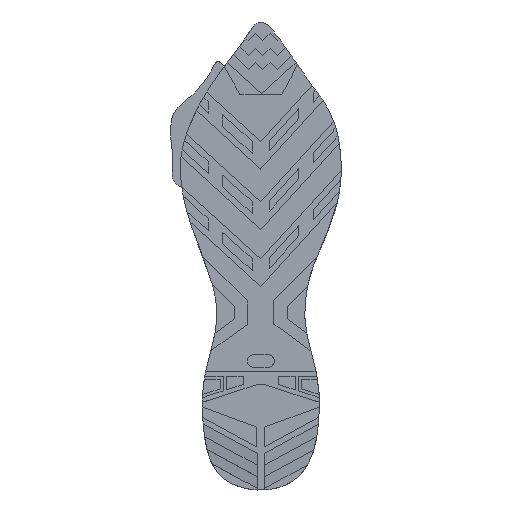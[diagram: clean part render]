
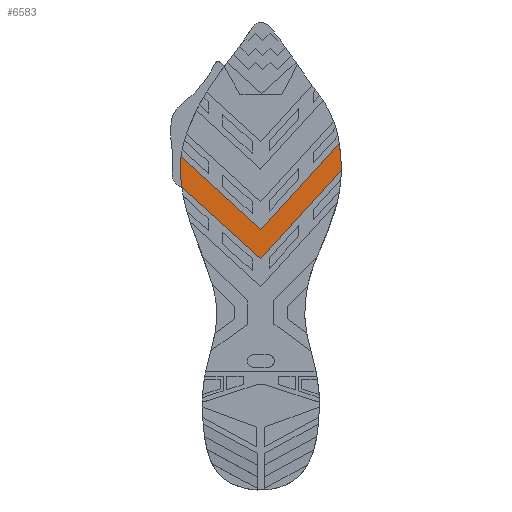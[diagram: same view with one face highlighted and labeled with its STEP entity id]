
A CAD part, top view. The second image highlights one B-rep face of the part: STEP entity #6583.
In plain terms, the highlighted face is planar.
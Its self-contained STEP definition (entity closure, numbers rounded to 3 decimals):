
#37 = DIRECTION ( 'NONE',  ( 0., -1., 0. ) ) ;
#70 = VERTEX_POINT ( 'NONE', #6367 ) ;
#128 = CARTESIAN_POINT ( 'NONE',  ( 0., 3., -58.234 ) ) ;
#180 = VERTEX_POINT ( 'NONE', #5427 ) ;
#381 = ORIENTED_EDGE ( 'NONE', *, *, #797, .F. ) ;
#648 = CARTESIAN_POINT ( 'NONE',  ( -54.991, 3., -98.622 ) ) ;
#656 = PLANE ( 'NONE',  #4775 ) ;
#727 = VECTOR ( 'NONE', #6097, 1000. ) ;
#772 = CARTESIAN_POINT ( 'NONE',  ( 55.059, 3., -95.959 ) ) ;
#797 = EDGE_CURVE ( 'NONE', #1582, #6311, #6159, .T. ) ;
#808 = DIRECTION ( 'NONE',  ( 0.74, 0., -0.673 ) ) ;
#1285 = B_SPLINE_CURVE_WITH_KNOTS ( 'NONE', 3,
 ( #6317, #1764, #3818, #772, #5941, #4893 ),
 .UNSPECIFIED., .F., .F.,
 ( 4, 1, 1, 4 ),
 ( 0.151, 0.152, 0.167, 0.175 ),
 .UNSPECIFIED. ) ;
#1305 = LINE ( 'NONE', #3823, #5850 ) ;
#1428 = EDGE_CURVE ( 'NONE', #4308, #180, #1993, .T. ) ;
#1582 = VERTEX_POINT ( 'NONE', #1694 ) ;
#1671 = CARTESIAN_POINT ( 'NONE',  ( -54.95, 3., -106.378 ) ) ;
#1687 = VECTOR ( 'NONE', #5641, 1000. ) ;
#1694 = CARTESIAN_POINT ( 'NONE',  ( 54.551, 3., -107.835 ) ) ;
#1764 = CARTESIAN_POINT ( 'NONE',  ( 54.589, 3., -107.512 ) ) ;
#1971 = CARTESIAN_POINT ( 'NONE',  ( -28.986, 3., -31.879 ) ) ;
#1993 = LINE ( 'NONE', #6574, #1687 ) ;
#2180 = ORIENTED_EDGE ( 'NONE', *, *, #1428, .F. ) ;
#2201 = DIRECTION ( 'NONE',  ( 0.673, 0., 0.74 ) ) ;
#2323 = VECTOR ( 'NONE', #2201, 1000. ) ;
#2486 = ORIENTED_EDGE ( 'NONE', *, *, #3147, .T. ) ;
#2581 = ORIENTED_EDGE ( 'NONE', *, *, #3581, .T. ) ;
#2678 = CARTESIAN_POINT ( 'NONE',  ( -55.013, 3., -100.256 ) ) ;
#2728 = ORIENTED_EDGE ( 'NONE', *, *, #5589, .F. ) ;
#2790 = ORIENTED_EDGE ( 'NONE', *, *, #5216, .T. ) ;
#3076 = LINE ( 'NONE', #5138, #2323 ) ;
#3082 = CARTESIAN_POINT ( 'NONE',  ( -54.34, 3., -112.681 ) ) ;
#3090 = CARTESIAN_POINT ( 'NONE',  ( 0., 3., 0. ) ) ;
#3147 = EDGE_CURVE ( 'NONE', #1582, #70, #1285, .T. ) ;
#3581 = EDGE_CURVE ( 'NONE', #4308, #4519, #4810, .T. ) ;
#3818 = CARTESIAN_POINT ( 'NONE',  ( 55.105, 3., -102.894 ) ) ;
#3823 = CARTESIAN_POINT ( 'NONE',  ( -18.986, 3., -20.88 ) ) ;
#4137 = DIRECTION ( 'NONE',  ( 0., 0., -1. ) ) ;
#4308 = VERTEX_POINT ( 'NONE', #6562 ) ;
#4519 = VERTEX_POINT ( 'NONE', #4587 ) ;
#4587 = CARTESIAN_POINT ( 'NONE',  ( -53.596, 3., -117.179 ) ) ;
#4672 = FACE_OUTER_BOUND ( 'NONE', #5975, .T. ) ;
#4775 = AXIS2_PLACEMENT_3D ( 'NONE', #3090, #37, #4137 ) ;
#4810 = B_SPLINE_CURVE_WITH_KNOTS ( 'NONE', 3,
 ( #648, #2678, #1671, #3082, #5144 ),
 .UNSPECIFIED., .F., .F.,
 ( 4, 1, 4 ),
 ( 0.838, 0.843, 0.855 ),
 .UNSPECIFIED. ) ;
#4893 = CARTESIAN_POINT ( 'NONE',  ( 54.096, 3., -87.331 ) ) ;
#5138 = CARTESIAN_POINT ( 'NONE',  ( 28.986, 3., -26.356 ) ) ;
#5144 = CARTESIAN_POINT ( 'NONE',  ( -53.596, 3., -117.179 ) ) ;
#5216 = EDGE_CURVE ( 'NONE', #4519, #6311, #3076, .T. ) ;
#5427 = CARTESIAN_POINT ( 'NONE',  ( 0., 3., -38.144 ) ) ;
#5589 = EDGE_CURVE ( 'NONE', #180, #70, #1305, .T. ) ;
#5641 = DIRECTION ( 'NONE',  ( 0.673, 0., 0.74 ) ) ;
#5850 = VECTOR ( 'NONE', #808, 1000. ) ;
#5941 = CARTESIAN_POINT ( 'NONE',  ( 54.401, 3., -89.592 ) ) ;
#5975 = EDGE_LOOP ( 'NONE', ( #2728, #2180, #2581, #2790, #381, #2486 ) ) ;
#6097 = DIRECTION ( 'NONE',  ( -0.74, 0., 0.673 ) ) ;
#6159 = LINE ( 'NONE', #1971, #727 ) ;
#6311 = VERTEX_POINT ( 'NONE', #128 ) ;
#6317 = CARTESIAN_POINT ( 'NONE',  ( 54.551, 3., -107.835 ) ) ;
#6367 = CARTESIAN_POINT ( 'NONE',  ( 54.096, 3., -87.331 ) ) ;
#6562 = CARTESIAN_POINT ( 'NONE',  ( -54.991, 3., -98.622 ) ) ;
#6574 = CARTESIAN_POINT ( 'NONE',  ( 18.986, 3., -17.263 ) ) ;
#6583 = ADVANCED_FACE ( 'NONE', ( #4672 ), #656, .T. ) ;
